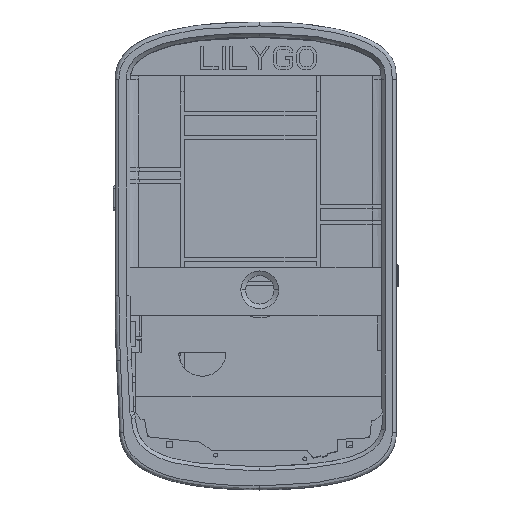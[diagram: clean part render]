
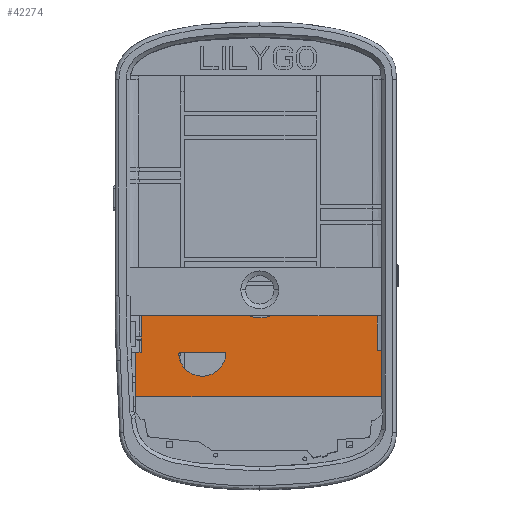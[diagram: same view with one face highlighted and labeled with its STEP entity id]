
A CAD part, top view. The second image highlights one B-rep face of the part: STEP entity #42274.
In plain terms, the highlighted planar face has unit normal (0, 0, 1).
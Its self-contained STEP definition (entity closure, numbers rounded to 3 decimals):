
#41678=DIRECTION('',(0.,-1.,0.));
#41679=VECTOR('',#41678,9.2);
#41680=CARTESIAN_POINT('',(107.695,104.302,2.9));
#41681=LINE('',#41680,#41679);
#41682=DIRECTION('',(-1.,0.,0.));
#41683=VECTOR('',#41682,27.071);
#41684=CARTESIAN_POINT('',(167.571,104.302,2.9));
#41685=LINE('',#41684,#41683);
#41690=DIRECTION('',(-1.,0.,0.));
#41691=VECTOR('',#41690,27.399);
#41692=CARTESIAN_POINT('',(135.093,104.302,2.9));
#41693=LINE('',#41692,#41691);
#41698=CARTESIAN_POINT('',(117.727,94.492,2.9));
#41699=DIRECTION('',(0.,0.,1.));
#41700=DIRECTION('',(0.,1.,0.));
#41701=AXIS2_PLACEMENT_3D('',#41698,#41699,#41700);
#41703=CARTESIAN_POINT('',(123.205,94.992,2.9));
#41704=DIRECTION('',(0.,0.,1.));
#41705=DIRECTION('',(-0.996,-0.091,0.));
#41706=AXIS2_PLACEMENT_3D('',#41703,#41704,#41705);
#41708=CARTESIAN_POINT('',(128.682,94.492,2.9));
#41709=DIRECTION('',(0.,0.,1.));
#41710=DIRECTION('',(0.996,-0.091,0.));
#41711=AXIS2_PLACEMENT_3D('',#41708,#41709,#41710);
#41713=DIRECTION('',(0.,-1.,0.));
#41714=VECTOR('',#41713,11.3);
#41715=CARTESIAN_POINT('',(106.379,95.102,2.9));
#41716=LINE('',#41715,#41714);
#41717=DIRECTION('',(1.,0.,0.));
#41718=VECTOR('',#41717,1.316);
#41719=CARTESIAN_POINT('',(106.379,95.102,2.9));
#41720=LINE('',#41719,#41718);
#41721=CARTESIAN_POINT('',(137.796,110.867,2.9));
#41722=DIRECTION('',(0.,0.,1.));
#41723=DIRECTION('',(-0.381,-0.925,0.));
#41724=AXIS2_PLACEMENT_3D('',#41721,#41722,#41723);
#41726=DIRECTION('',(0.,-1.,0.));
#41727=VECTOR('',#41726,11.689);
#41728=CARTESIAN_POINT('',(168.879,95.491,2.9));
#41729=LINE('',#41728,#41727);
#41730=DIRECTION('',(1.,0.,0.));
#41731=VECTOR('',#41730,10.954);
#41732=CARTESIAN_POINT('',(117.727,94.992,2.9));
#41733=LINE('',#41732,#41731);
#41766=DIRECTION('',(0.,1.,0.));
#41767=VECTOR('',#41766,8.811);
#41768=CARTESIAN_POINT('',(167.571,95.491,2.9));
#41769=LINE('',#41768,#41767);
#41774=DIRECTION('',(-1.,0.,0.));
#41775=VECTOR('',#41774,1.308);
#41776=CARTESIAN_POINT('',(168.879,95.491,2.9));
#41777=LINE('',#41776,#41775);
#41948=DIRECTION('',(1.,0.,0.));
#41949=VECTOR('',#41948,62.5);
#41950=CARTESIAN_POINT('',(106.379,83.802,2.9));
#41951=LINE('',#41950,#41949);
#41969=CARTESIAN_POINT('',(167.571,95.491,2.9));
#41971=VERTEX_POINT('',#41969);
#41972=CARTESIAN_POINT('',(135.093,104.302,2.9));
#41973=VERTEX_POINT('',#41972);
#41974=CARTESIAN_POINT('',(140.5,104.302,2.9));
#41975=VERTEX_POINT('',#41974);
#41976=CARTESIAN_POINT('',(117.727,94.992,2.9));
#41977=CARTESIAN_POINT('',(128.682,94.992,2.9));
#41978=VERTEX_POINT('',#41976);
#41979=VERTEX_POINT('',#41977);
#41980=CARTESIAN_POINT('',(117.23,94.447,2.9));
#41981=VERTEX_POINT('',#41980);
#41982=CARTESIAN_POINT('',(129.18,94.447,2.9));
#41983=VERTEX_POINT('',#41982);
#41985=CARTESIAN_POINT('',(107.695,95.102,2.9));
#41987=VERTEX_POINT('',#41985);
#41989=CARTESIAN_POINT('',(167.571,104.302,2.9));
#41991=VERTEX_POINT('',#41989);
#41993=CARTESIAN_POINT('',(107.695,104.302,2.9));
#41995=VERTEX_POINT('',#41993);
#42040=CARTESIAN_POINT('',(168.879,95.491,2.9));
#42041=VERTEX_POINT('',#42040);
#42042=CARTESIAN_POINT('',(106.379,95.102,2.9));
#42043=CARTESIAN_POINT('',(106.379,83.802,2.9));
#42044=VERTEX_POINT('',#42042);
#42045=VERTEX_POINT('',#42043);
#42046=CARTESIAN_POINT('',(168.879,83.802,2.9));
#42047=VERTEX_POINT('',#42046);
#42242=CARTESIAN_POINT('',(137.629,104.202,2.9));
#42243=DIRECTION('',(0.,0.,-1.));
#42244=DIRECTION('',(1.,0.,0.));
#42245=AXIS2_PLACEMENT_3D('',#42242,#42243,#42244);
#42246=PLANE('',#42245);
#42247=ORIENTED_EDGE('',*,*,#42174,.F.);
#42248=ORIENTED_EDGE('',*,*,#42194,.T.);
#42249=ORIENTED_EDGE('',*,*,#42206,.F.);
#42250=ORIENTED_EDGE('',*,*,#42233,.F.);
#42252=ORIENTED_EDGE('',*,*,#42251,.T.);
#42253=ORIENTED_EDGE('',*,*,#42218,.F.);
#42255=ORIENTED_EDGE('',*,*,#42254,.F.);
#42257=ORIENTED_EDGE('',*,*,#42256,.F.);
#42259=ORIENTED_EDGE('',*,*,#42258,.T.);
#42261=ORIENTED_EDGE('',*,*,#42260,.F.);
#42262=EDGE_LOOP('',(#42247,#42248,#42249,#42250,#42252,#42253,#42255,#42257,
#42259,#42261));
#42263=FACE_OUTER_BOUND('',#42262,.F.);
#42265=ORIENTED_EDGE('',*,*,#42264,.F.);
#42267=ORIENTED_EDGE('',*,*,#42266,.T.);
#42269=ORIENTED_EDGE('',*,*,#42268,.T.);
#42271=ORIENTED_EDGE('',*,*,#42270,.T.);
#42272=EDGE_LOOP('',(#42265,#42267,#42269,#42271));
#42273=FACE_BOUND('',#42272,.F.);
#41702=CIRCLE('',#41701,0.5);
#41707=CIRCLE('',#41706,6.);
#41712=CIRCLE('',#41711,0.5);
#41725=CIRCLE('',#41724,7.1);
#42174=EDGE_CURVE('',#42044,#42045,#41716,.T.);
#42194=EDGE_CURVE('',#42044,#41987,#41720,.T.);
#42206=EDGE_CURVE('',#41995,#41987,#41681,.T.);
#42218=EDGE_CURVE('',#41991,#41975,#41685,.T.);
#42233=EDGE_CURVE('',#41973,#41995,#41693,.T.);
#42251=EDGE_CURVE('',#41973,#41975,#41725,.T.);
#42254=EDGE_CURVE('',#41971,#41991,#41769,.T.);
#42256=EDGE_CURVE('',#42041,#41971,#41777,.T.);
#42258=EDGE_CURVE('',#42041,#42047,#41729,.T.);
#42260=EDGE_CURVE('',#42045,#42047,#41951,.T.);
#42264=EDGE_CURVE('',#41978,#41979,#41733,.T.);
#42266=EDGE_CURVE('',#41978,#41981,#41702,.T.);
#42268=EDGE_CURVE('',#41981,#41983,#41707,.T.);
#42270=EDGE_CURVE('',#41983,#41979,#41712,.T.);
#42274=ADVANCED_FACE('',(#42263,#42273),#42246,.F.);
